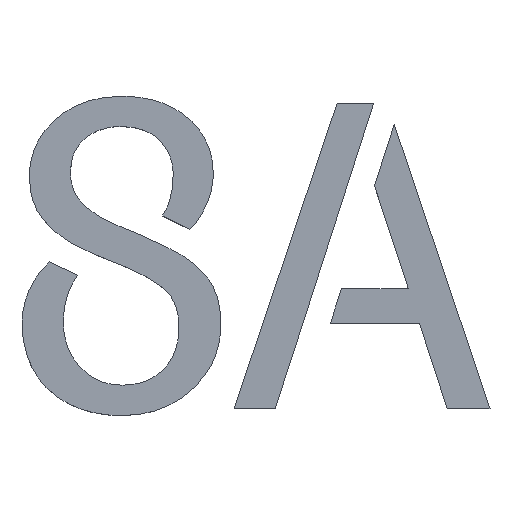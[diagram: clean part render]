
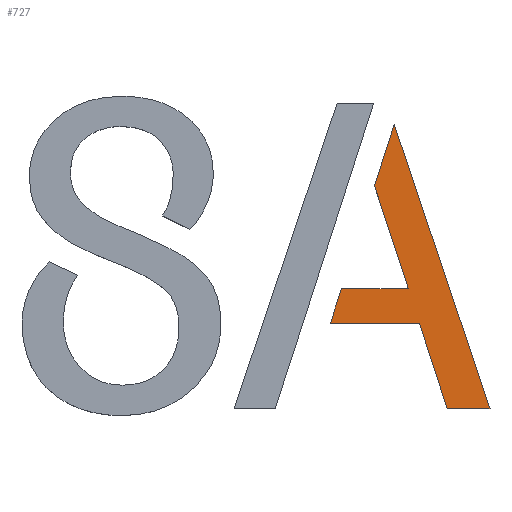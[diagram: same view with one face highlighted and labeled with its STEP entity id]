
A CAD part, top view. The second image highlights one B-rep face of the part: STEP entity #727.
In plain terms, the highlighted planar face has unit normal (0, 0, 1).
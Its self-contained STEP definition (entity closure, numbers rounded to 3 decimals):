
#84=FACE_OUTER_BOUND('',#126,.T.);
#126=EDGE_LOOP('',(#512,#513,#514,#515,#516,#517,#518,#519));
#162=LINE('',#935,#232);
#165=LINE('',#941,#235);
#168=LINE('',#947,#238);
#171=LINE('',#953,#241);
#174=LINE('',#959,#244);
#177=LINE('',#965,#247);
#180=LINE('',#971,#250);
#183=LINE('',#975,#253);
#232=VECTOR('',#815,10.);
#235=VECTOR('',#820,10.);
#238=VECTOR('',#825,10.);
#241=VECTOR('',#830,10.);
#244=VECTOR('',#835,10.);
#247=VECTOR('',#840,10.);
#250=VECTOR('',#845,10.);
#253=VECTOR('',#850,10.);
#302=VERTEX_POINT('',#932);
#303=VERTEX_POINT('',#934);
#305=VERTEX_POINT('',#940);
#307=VERTEX_POINT('',#946);
#309=VERTEX_POINT('',#952);
#311=VERTEX_POINT('',#958);
#313=VERTEX_POINT('',#964);
#315=VERTEX_POINT('',#970);
#374=EDGE_CURVE('',#303,#302,#162,.T.);
#377=EDGE_CURVE('',#305,#303,#165,.T.);
#380=EDGE_CURVE('',#307,#305,#168,.T.);
#383=EDGE_CURVE('',#309,#307,#171,.T.);
#386=EDGE_CURVE('',#311,#309,#174,.T.);
#389=EDGE_CURVE('',#313,#311,#177,.T.);
#392=EDGE_CURVE('',#315,#313,#180,.T.);
#395=EDGE_CURVE('',#302,#315,#183,.T.);
#512=ORIENTED_EDGE('',*,*,#395,.T.);
#513=ORIENTED_EDGE('',*,*,#392,.T.);
#514=ORIENTED_EDGE('',*,*,#389,.T.);
#515=ORIENTED_EDGE('',*,*,#386,.T.);
#516=ORIENTED_EDGE('',*,*,#383,.T.);
#517=ORIENTED_EDGE('',*,*,#380,.T.);
#518=ORIENTED_EDGE('',*,*,#377,.T.);
#519=ORIENTED_EDGE('',*,*,#374,.T.);
#704=PLANE('',#794);
#727=ADVANCED_FACE('',(#84),#704,.T.);
#794=AXIS2_PLACEMENT_3D('',#976,#851,#852);
#815=DIRECTION('',(1.,0.,0.));
#820=DIRECTION('',(-0.306,-0.952,0.));
#825=DIRECTION('',(-1.,0.,0.));
#830=DIRECTION('',(0.312,-0.95,0.));
#835=DIRECTION('',(-0.306,-0.952,0.));
#840=DIRECTION('',(-0.319,0.948,0.));
#845=DIRECTION('',(1.,0.,0.));
#850=DIRECTION('',(0.309,-0.951,0.));
#851=DIRECTION('center_axis',(0.,0.,1.));
#852=DIRECTION('ref_axis',(1.,0.,0.));
#932=CARTESIAN_POINT('',(21.529,-7.246,4.));
#934=CARTESIAN_POINT('',(11.321,-7.246,4.));
#935=CARTESIAN_POINT('',(11.321,-7.246,4.));
#940=CARTESIAN_POINT('',(12.597,-3.275,4.));
#941=CARTESIAN_POINT('',(12.597,-3.275,4.));
#946=CARTESIAN_POINT('',(20.252,-3.275,4.));
#947=CARTESIAN_POINT('',(20.252,-3.275,4.));
#952=CARTESIAN_POINT('',(16.382,8.499,4.));
#953=CARTESIAN_POINT('',(16.382,8.499,4.));
#958=CARTESIAN_POINT('',(18.639,15.521,4.));
#959=CARTESIAN_POINT('',(18.639,15.521,4.));
#964=CARTESIAN_POINT('',(29.612,-17.031,4.));
#965=CARTESIAN_POINT('',(29.612,-17.031,4.));
#970=CARTESIAN_POINT('',(24.705,-17.031,4.));
#971=CARTESIAN_POINT('',(24.705,-17.031,4.));
#975=CARTESIAN_POINT('',(21.529,-7.246,4.));
#976=CARTESIAN_POINT('Origin',(20.466,-0.755,4.));
